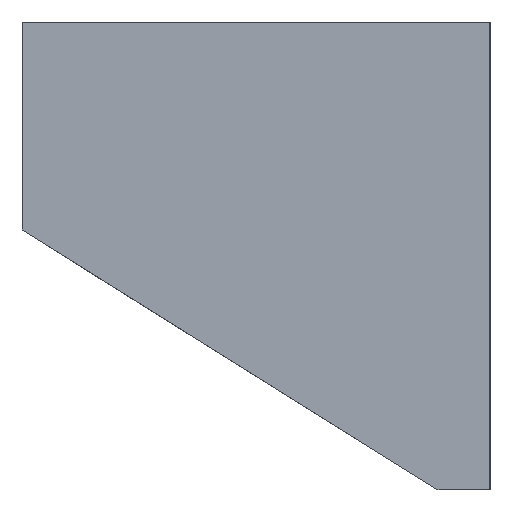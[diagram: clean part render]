
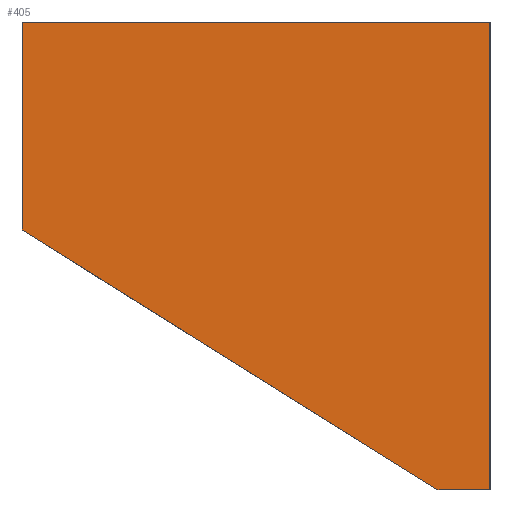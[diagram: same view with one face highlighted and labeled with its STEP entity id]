
A CAD part, left-side view. The second image highlights one B-rep face of the part: STEP entity #405.
In plain terms, the highlighted planar face has unit normal (-1, 0, 0).
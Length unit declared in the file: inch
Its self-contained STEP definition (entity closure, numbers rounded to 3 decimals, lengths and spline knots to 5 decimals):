
#112=DIRECTION('',(0.,0.,-1.));
#113=VECTOR('',#112,2.25);
#114=CARTESIAN_POINT('',(-1.5,0.,0.));
#115=LINE('',#114,#113);
#116=DIRECTION('',(0.,1.,0.));
#117=VECTOR('',#116,0.25);
#118=CARTESIAN_POINT('',(-1.5,0.,-2.25));
#119=LINE('',#118,#117);
#120=DIRECTION('',(0.,0.848,0.53));
#121=VECTOR('',#120,2.3585);
#122=CARTESIAN_POINT('',(-1.5,0.25,-2.25));
#123=LINE('',#122,#121);
#124=DIRECTION('',(0.,0.,1.));
#125=VECTOR('',#124,1.);
#126=CARTESIAN_POINT('',(-1.5,2.25,-1.));
#127=LINE('',#126,#125);
#128=DIRECTION('',(0.,-1.,0.));
#129=VECTOR('',#128,2.25);
#130=CARTESIAN_POINT('',(-1.5,2.25,0.));
#131=LINE('',#130,#129);
#334=CARTESIAN_POINT('',(-1.5,0.,0.));
#335=CARTESIAN_POINT('',(-1.5,0.,-2.25));
#336=VERTEX_POINT('',#334);
#337=VERTEX_POINT('',#335);
#338=CARTESIAN_POINT('',(-1.5,0.25,-2.25));
#339=VERTEX_POINT('',#338);
#340=CARTESIAN_POINT('',(-1.5,2.25,-1.));
#341=VERTEX_POINT('',#340);
#342=CARTESIAN_POINT('',(-1.5,2.25,0.));
#343=VERTEX_POINT('',#342);
#388=CARTESIAN_POINT('',(-1.5,0.,0.));
#389=DIRECTION('',(1.,0.,0.));
#390=DIRECTION('',(0.,0.,-1.));
#391=AXIS2_PLACEMENT_3D('',#388,#389,#390);
#392=PLANE('',#391);
#394=ORIENTED_EDGE('',*,*,#393,.T.);
#396=ORIENTED_EDGE('',*,*,#395,.T.);
#398=ORIENTED_EDGE('',*,*,#397,.T.);
#400=ORIENTED_EDGE('',*,*,#399,.T.);
#402=ORIENTED_EDGE('',*,*,#401,.T.);
#403=EDGE_LOOP('',(#394,#396,#398,#400,#402));
#404=FACE_OUTER_BOUND('',#403,.F.);
#405=ADVANCED_FACE('',(#404),#392,.F.);
#393=EDGE_CURVE('',#336,#337,#115,.T.);
#395=EDGE_CURVE('',#337,#339,#119,.T.);
#397=EDGE_CURVE('',#339,#341,#123,.T.);
#399=EDGE_CURVE('',#341,#343,#127,.T.);
#401=EDGE_CURVE('',#343,#336,#131,.T.);
